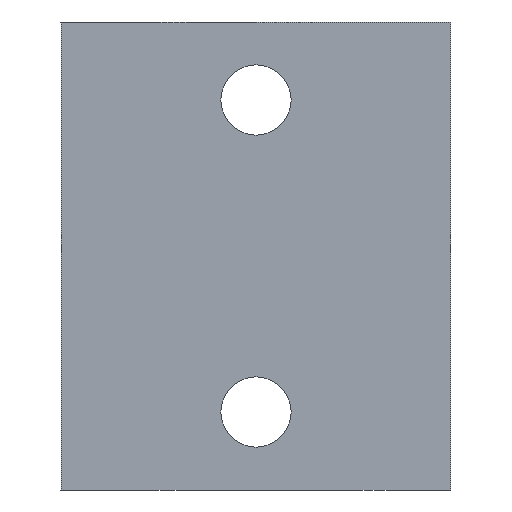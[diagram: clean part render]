
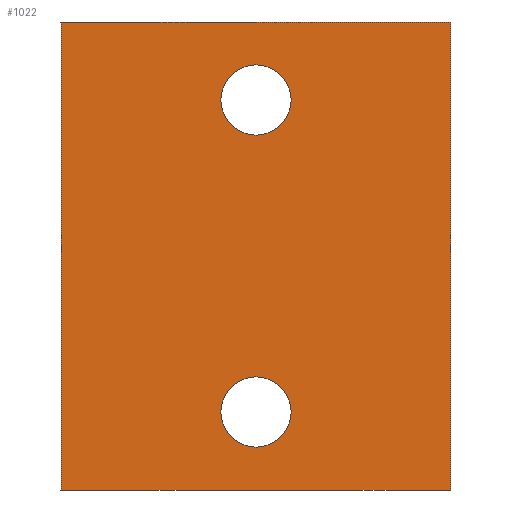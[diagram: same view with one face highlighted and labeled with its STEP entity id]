
A CAD part, front view. The second image highlights one B-rep face of the part: STEP entity #1022.
In plain terms, the highlighted planar face has unit normal (0, -1, 0).
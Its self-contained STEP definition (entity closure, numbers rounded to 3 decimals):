
#6 = CIRCLE ( 'NONE', #743, 2.25 ) ;
#13 = CARTESIAN_POINT ( 'NONE',  ( 0., 0., 0. ) ) ;
#31 = DIRECTION ( 'NONE',  ( 0., 0., -1. ) ) ;
#36 = CARTESIAN_POINT ( 'NONE',  ( 0., 0., 30. ) ) ;
#103 = LINE ( 'NONE', #1269, #867 ) ;
#106 = VECTOR ( 'NONE', #381, 1000. ) ;
#112 = VECTOR ( 'NONE', #31, 1000. ) ;
#135 = VERTEX_POINT ( 'NONE', #913 ) ;
#183 = DIRECTION ( 'NONE',  ( 0., 0., 1. ) ) ;
#192 = VERTEX_POINT ( 'NONE', #777 ) ;
#198 = CARTESIAN_POINT ( 'NONE',  ( 12.5, 0., 27.25 ) ) ;
#321 = FACE_BOUND ( 'NONE', #872, .T. ) ;
#338 = EDGE_CURVE ( 'NONE', #192, #192, #1265, .T. ) ;
#381 = DIRECTION ( 'NONE',  ( 1., 0., 0. ) ) ;
#397 = EDGE_CURVE ( 'NONE', #1200, #741, #603, .T. ) ;
#423 = ORIENTED_EDGE ( 'NONE', *, *, #1253, .F. ) ;
#426 = DIRECTION ( 'NONE',  ( 0., 0., 1. ) ) ;
#435 = EDGE_CURVE ( 'NONE', #1256, #135, #897, .T. ) ;
#446 = ORIENTED_EDGE ( 'NONE', *, *, #1014, .T. ) ;
#531 = ORIENTED_EDGE ( 'NONE', *, *, #435, .T. ) ;
#551 = CARTESIAN_POINT ( 'NONE',  ( 0., 0., 30. ) ) ;
#552 = ORIENTED_EDGE ( 'NONE', *, *, #625, .T. ) ;
#556 = EDGE_LOOP ( 'NONE', ( #1112 ) ) ;
#561 = DIRECTION ( 'NONE',  ( 0., 0., 1. ) ) ;
#574 = CARTESIAN_POINT ( 'NONE',  ( 25., 0., 30. ) ) ;
#603 = LINE ( 'NONE', #781, #669 ) ;
#625 = EDGE_CURVE ( 'NONE', #679, #679, #6, .T. ) ;
#634 = AXIS2_PLACEMENT_3D ( 'NONE', #823, #1210, #426 ) ;
#637 = PLANE ( 'NONE',  #634 ) ;
#669 = VECTOR ( 'NONE', #774, 1000. ) ;
#679 = VERTEX_POINT ( 'NONE', #198 ) ;
#737 = LINE ( 'NONE', #36, #112 ) ;
#740 = DIRECTION ( 'NONE',  ( 0., 1., 0. ) ) ;
#741 = VERTEX_POINT ( 'NONE', #574 ) ;
#743 = AXIS2_PLACEMENT_3D ( 'NONE', #1231, #740, #561 ) ;
#774 = DIRECTION ( 'NONE',  ( 1., 0., 0. ) ) ;
#777 = CARTESIAN_POINT ( 'NONE',  ( 12.5, 0., 7.25 ) ) ;
#781 = CARTESIAN_POINT ( 'NONE',  ( 0., 0., 30. ) ) ;
#823 = CARTESIAN_POINT ( 'NONE',  ( 0., 0., 30. ) ) ;
#836 = AXIS2_PLACEMENT_3D ( 'NONE', #1030, #1251, #183 ) ;
#850 = EDGE_LOOP ( 'NONE', ( #531, #423, #1248, #446 ) ) ;
#867 = VECTOR ( 'NONE', #1260, 1000. ) ;
#872 = EDGE_LOOP ( 'NONE', ( #552 ) ) ;
#897 = LINE ( 'NONE', #990, #106 ) ;
#913 = CARTESIAN_POINT ( 'NONE',  ( 25., 0., 0. ) ) ;
#990 = CARTESIAN_POINT ( 'NONE',  ( 0., 0., 0. ) ) ;
#1000 = FACE_OUTER_BOUND ( 'NONE', #850, .T. ) ;
#1014 = EDGE_CURVE ( 'NONE', #1200, #1256, #737, .T. ) ;
#1022 = ADVANCED_FACE ( 'NONE', ( #1118, #321, #1000 ), #637, .F. ) ;
#1030 = CARTESIAN_POINT ( 'NONE',  ( 12.5, 0., 5. ) ) ;
#1112 = ORIENTED_EDGE ( 'NONE', *, *, #338, .T. ) ;
#1118 = FACE_BOUND ( 'NONE', #556, .T. ) ;
#1200 = VERTEX_POINT ( 'NONE', #551 ) ;
#1210 = DIRECTION ( 'NONE',  ( 0., 1., 0. ) ) ;
#1231 = CARTESIAN_POINT ( 'NONE',  ( 12.5, 0., 25. ) ) ;
#1248 = ORIENTED_EDGE ( 'NONE', *, *, #397, .F. ) ;
#1251 = DIRECTION ( 'NONE',  ( 0., 1., 0. ) ) ;
#1253 = EDGE_CURVE ( 'NONE', #741, #135, #103, .T. ) ;
#1256 = VERTEX_POINT ( 'NONE', #13 ) ;
#1260 = DIRECTION ( 'NONE',  ( 0., 0., -1. ) ) ;
#1265 = CIRCLE ( 'NONE', #836, 2.25 ) ;
#1269 = CARTESIAN_POINT ( 'NONE',  ( 25., 0., 30. ) ) ;
